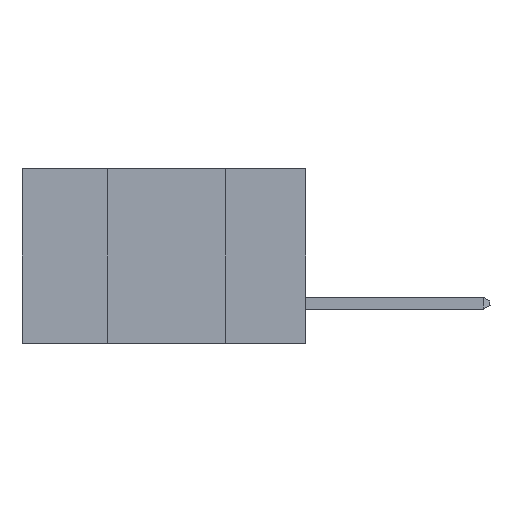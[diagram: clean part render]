
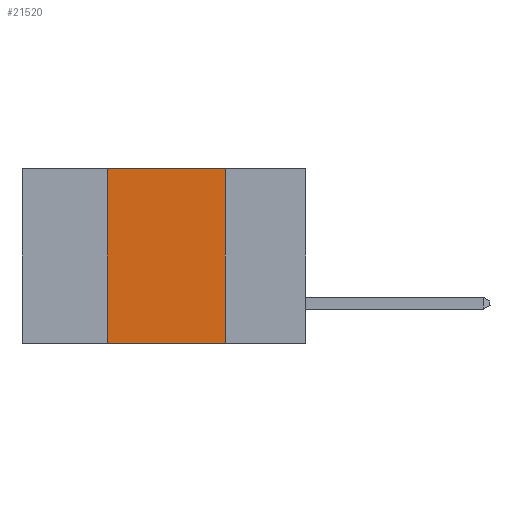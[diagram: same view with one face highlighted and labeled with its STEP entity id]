
A CAD part, left-side view. The second image highlights one B-rep face of the part: STEP entity #21520.
In plain terms, the highlighted planar face has unit normal (-1, 0, 0).
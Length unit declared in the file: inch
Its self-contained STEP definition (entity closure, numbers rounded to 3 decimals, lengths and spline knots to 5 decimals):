
#1248 = DIRECTION ( 'NONE',  ( 0., -1., 0. ) ) ;
#2508 = ORIENTED_EDGE ( 'NONE', *, *, #12969, .F. ) ;
#3553 = ORIENTED_EDGE ( 'NONE', *, *, #20004, .F. ) ;
#4029 = CARTESIAN_POINT ( 'NONE',  ( 0., 0.42, -0.37 ) ) ;
#4166 = CARTESIAN_POINT ( 'NONE',  ( 0., 0.42, 0. ) ) ;
#4646 = VERTEX_POINT ( 'NONE', #18864 ) ;
#5115 = PLANE ( 'NONE',  #6721 ) ;
#5204 = FACE_OUTER_BOUND ( 'NONE', #18890, .T. ) ;
#5801 = VECTOR ( 'NONE', #19886, 39.37008 ) ;
#5957 = VECTOR ( 'NONE', #1248, 39.37008 ) ;
#6721 = AXIS2_PLACEMENT_3D ( 'NONE', #8382, #16730, #8454 ) ;
#7074 = EDGE_CURVE ( 'NONE', #17711, #4646, #12236, .T. ) ;
#7881 = CARTESIAN_POINT ( 'NONE',  ( 0., 0.17, 0. ) ) ;
#8044 = DIRECTION ( 'NONE',  ( 0., -1., 0. ) ) ;
#8382 = CARTESIAN_POINT ( 'NONE',  ( 0., 0.6, 0. ) ) ;
#8454 = DIRECTION ( 'NONE',  ( 0., 0., -1. ) ) ;
#9914 = CARTESIAN_POINT ( 'NONE',  ( 0., 0.17, -0.37 ) ) ;
#10809 = DIRECTION ( 'NONE',  ( 0., 0., 1. ) ) ;
#10929 = LINE ( 'NONE', #17971, #13255 ) ;
#11537 = CARTESIAN_POINT ( 'NONE',  ( 0., 0.6, -0.37 ) ) ;
#12224 = LINE ( 'NONE', #11537, #5957 ) ;
#12236 = LINE ( 'NONE', #4166, #14806 ) ;
#12969 = EDGE_CURVE ( 'NONE', #4646, #19201, #10929, .T. ) ;
#13255 = VECTOR ( 'NONE', #8044, 39.37008 ) ;
#13688 = EDGE_CURVE ( 'NONE', #17711, #15058, #12224, .T. ) ;
#14806 = VECTOR ( 'NONE', #10809, 39.37008 ) ;
#15058 = VERTEX_POINT ( 'NONE', #9914 ) ;
#16730 = DIRECTION ( 'NONE',  ( 1., 0., 0. ) ) ;
#17711 = VERTEX_POINT ( 'NONE', #4029 ) ;
#17971 = CARTESIAN_POINT ( 'NONE',  ( 0., 0.6, 0. ) ) ;
#18003 = LINE ( 'NONE', #18014, #5801 ) ;
#18014 = CARTESIAN_POINT ( 'NONE',  ( 0., 0.17, 0. ) ) ;
#18864 = CARTESIAN_POINT ( 'NONE',  ( 0., 0.42, 0. ) ) ;
#18890 = EDGE_LOOP ( 'NONE', ( #3553, #2508, #21371, #20845 ) ) ;
#19201 = VERTEX_POINT ( 'NONE', #7881 ) ;
#19886 = DIRECTION ( 'NONE',  ( 0., 0., -1. ) ) ;
#20004 = EDGE_CURVE ( 'NONE', #19201, #15058, #18003, .T. ) ;
#20845 = ORIENTED_EDGE ( 'NONE', *, *, #13688, .T. ) ;
#21371 = ORIENTED_EDGE ( 'NONE', *, *, #7074, .F. ) ;
#21520 = ADVANCED_FACE ( 'NONE', ( #5204 ), #5115, .F. ) ;
